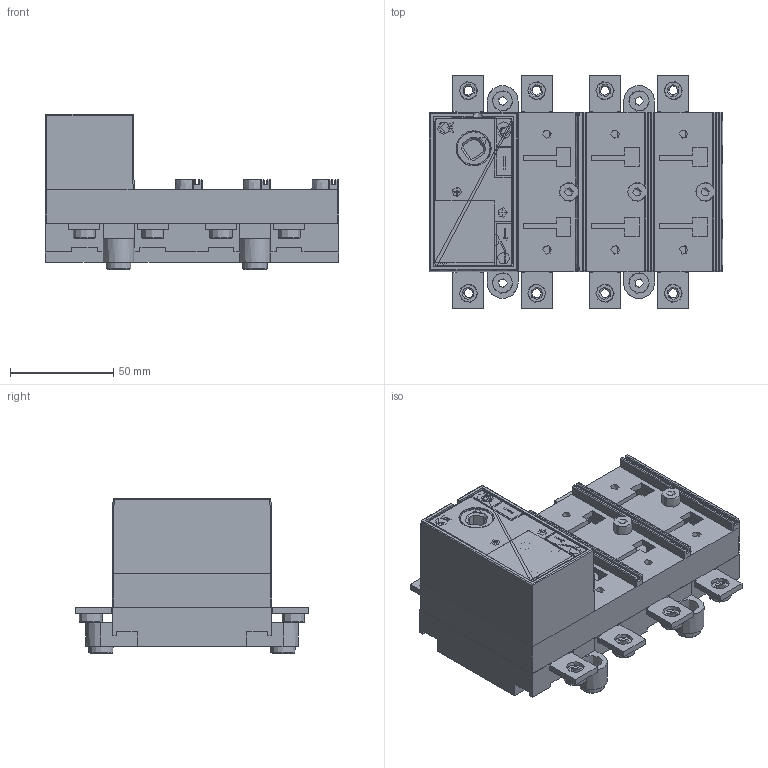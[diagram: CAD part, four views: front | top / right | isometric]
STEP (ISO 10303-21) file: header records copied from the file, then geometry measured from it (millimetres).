
FILE_DESCRIPTION((''),'2;1');
FILE_NAME('Parte6.stp','2021-01-28T14:53:46',('User'),('SDRC'), 'I-DEAS Master Series','UNIX','Yes');
FILE_SCHEMA(('CONFIG_CONTROL_DESIGN', 'GEOMETRIC_VALIDATION_PROPERTIES_MIM','SHAPE_APPEARANCE_LAYER_MIM'));
Length unit declared in the file: millimetre
Bounding box: 142 x 113 x 75 mm (x, y, z)
Volume: 239.7 mm3; surface area: 147475.1 mm2
Topology: 14 solids, 21 shells, 2033 faces, 5612 edges, 3646 vertices
Faces by surface type: bspline 2033
Entity records: 82721 total; most frequent: CARTESIAN_POINT 48304, ORIENTED_EDGE 10809, EDGE_CURVE 5490, VERTEX_POINT 3482, QUASI_UNIFORM_CURVE 3230, OVER_RIDING_STYLED_ITEM 2436, EDGE_LOOP 2249, FACE_OUTER_BOUND 2033
